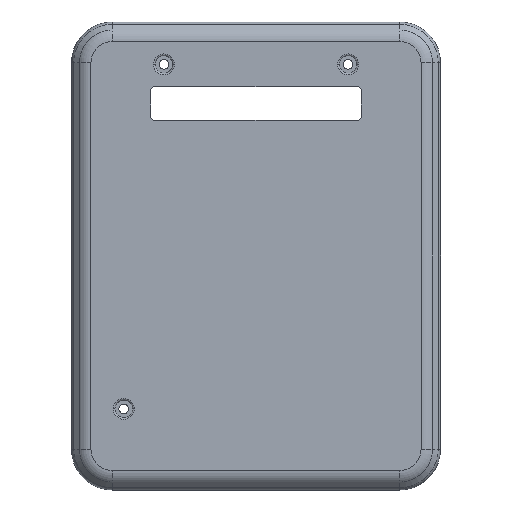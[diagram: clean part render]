
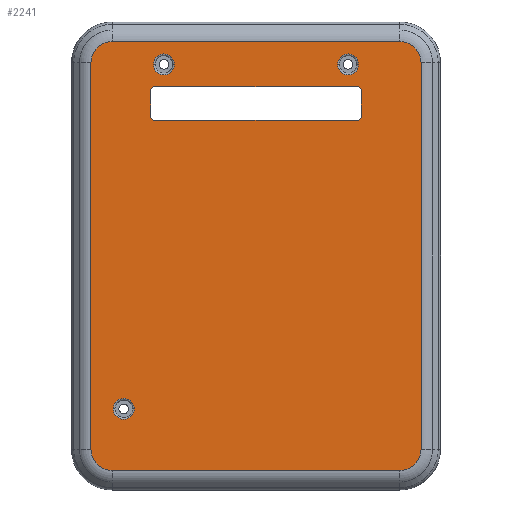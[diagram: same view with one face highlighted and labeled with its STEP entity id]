
A CAD part, front view. The second image highlights one B-rep face of the part: STEP entity #2241.
In plain terms, the highlighted planar face has unit normal (0, -1, 0).
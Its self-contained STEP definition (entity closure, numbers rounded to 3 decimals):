
#257=DIRECTION('',(-1.,0.,0.));
#258=VECTOR('',#257,25.2);
#259=CARTESIAN_POINT('',(12.6,-13.02,16.88));
#260=LINE('',#259,#258);
#269=CARTESIAN_POINT('',(-12.6,-13.02,17.38));
#270=DIRECTION('',(0.,-1.,0.));
#271=DIRECTION('',(-1.,0.,0.));
#272=AXIS2_PLACEMENT_3D('',#269,#270,#271);
#274=CARTESIAN_POINT('',(12.6,-13.02,17.38));
#275=DIRECTION('',(0.,-1.,0.));
#276=DIRECTION('',(0.,0.,-1.));
#277=AXIS2_PLACEMENT_3D('',#274,#275,#276);
#279=CARTESIAN_POINT('',(12.6,-13.02,20.58));
#280=DIRECTION('',(0.,-1.,0.));
#281=DIRECTION('',(1.,0.,0.));
#282=AXIS2_PLACEMENT_3D('',#279,#280,#281);
#284=CARTESIAN_POINT('',(-12.6,-13.02,20.58));
#285=DIRECTION('',(0.,-1.,0.));
#286=DIRECTION('',(0.,0.,1.));
#287=AXIS2_PLACEMENT_3D('',#284,#285,#286);
#289=CARTESIAN_POINT('',(11.46,-13.02,23.84));
#290=DIRECTION('',(0.,-1.,0.));
#291=DIRECTION('',(1.,0.,0.));
#292=AXIS2_PLACEMENT_3D('',#289,#290,#291);
#294=CARTESIAN_POINT('',(11.46,-13.02,23.84));
#295=DIRECTION('',(0.,-1.,0.));
#296=DIRECTION('',(-1.,0.,0.));
#297=AXIS2_PLACEMENT_3D('',#294,#295,#296);
#299=CARTESIAN_POINT('',(-11.46,-13.02,23.84));
#300=DIRECTION('',(0.,-1.,0.));
#301=DIRECTION('',(1.,0.,0.));
#302=AXIS2_PLACEMENT_3D('',#299,#300,#301);
#304=CARTESIAN_POINT('',(-11.46,-13.02,23.84));
#305=DIRECTION('',(0.,-1.,0.));
#306=DIRECTION('',(-1.,0.,0.));
#307=AXIS2_PLACEMENT_3D('',#304,#305,#306);
#309=CARTESIAN_POINT('',(-16.46,-13.02,-19.02));
#310=DIRECTION('',(0.,-1.,0.));
#311=DIRECTION('',(1.,0.,0.));
#312=AXIS2_PLACEMENT_3D('',#309,#310,#311);
#314=CARTESIAN_POINT('',(-16.46,-13.02,-19.02));
#315=DIRECTION('',(0.,-1.,0.));
#316=DIRECTION('',(-1.,0.,0.));
#317=AXIS2_PLACEMENT_3D('',#314,#315,#316);
#319=CARTESIAN_POINT('',(-17.86,-13.02,-24.02));
#320=DIRECTION('',(0.,-1.,0.));
#321=DIRECTION('',(-1.,0.,0.));
#322=AXIS2_PLACEMENT_3D('',#319,#320,#321);
#324=DIRECTION('',(0.,0.,-1.));
#325=VECTOR('',#324,48.04);
#326=CARTESIAN_POINT('',(-20.546,-13.02,24.02));
#327=LINE('',#326,#325);
#328=CARTESIAN_POINT('',(-17.86,-13.02,24.02));
#329=DIRECTION('',(0.,-1.,0.));
#330=DIRECTION('',(0.,0.,1.));
#331=AXIS2_PLACEMENT_3D('',#328,#329,#330);
#333=DIRECTION('',(-1.,0.,0.));
#334=VECTOR('',#333,35.72);
#335=CARTESIAN_POINT('',(17.86,-13.02,26.706));
#336=LINE('',#335,#334);
#337=CARTESIAN_POINT('',(17.86,-13.02,24.02));
#338=DIRECTION('',(0.,-1.,0.));
#339=DIRECTION('',(1.,0.,0.));
#340=AXIS2_PLACEMENT_3D('',#337,#338,#339);
#342=DIRECTION('',(0.,0.,1.));
#343=VECTOR('',#342,48.04);
#344=CARTESIAN_POINT('',(20.546,-13.02,-24.02));
#345=LINE('',#344,#343);
#346=CARTESIAN_POINT('',(17.86,-13.02,-24.02));
#347=DIRECTION('',(0.,-1.,0.));
#348=DIRECTION('',(0.,0.,-1.));
#349=AXIS2_PLACEMENT_3D('',#346,#347,#348);
#351=DIRECTION('',(1.,0.,0.));
#352=VECTOR('',#351,35.72);
#353=CARTESIAN_POINT('',(-17.86,-13.02,-26.706));
#354=LINE('',#353,#352);
#355=DIRECTION('',(0.,0.,1.));
#356=VECTOR('',#355,3.2);
#357=CARTESIAN_POINT('',(-13.1,-13.02,17.38));
#358=LINE('',#357,#356);
#367=DIRECTION('',(1.,0.,0.));
#368=VECTOR('',#367,25.2);
#369=CARTESIAN_POINT('',(-12.6,-13.02,21.08));
#370=LINE('',#369,#368);
#379=DIRECTION('',(0.,0.,-1.));
#380=VECTOR('',#379,3.2);
#381=CARTESIAN_POINT('',(13.1,-13.02,20.58));
#382=LINE('',#381,#380);
#1519=CARTESIAN_POINT('',(-12.6,-13.02,16.88));
#1520=VERTEX_POINT('',#1519);
#1521=CARTESIAN_POINT('',(12.6,-13.02,16.88));
#1522=VERTEX_POINT('',#1521);
#1523=CARTESIAN_POINT('',(-13.1,-13.02,17.38));
#1524=VERTEX_POINT('',#1523);
#1525=CARTESIAN_POINT('',(-13.1,-13.02,20.58));
#1526=VERTEX_POINT('',#1525);
#1527=CARTESIAN_POINT('',(13.1,-13.02,17.38));
#1528=VERTEX_POINT('',#1527);
#1529=CARTESIAN_POINT('',(13.1,-13.02,20.58));
#1530=VERTEX_POINT('',#1529);
#1531=CARTESIAN_POINT('',(12.6,-13.02,21.08));
#1532=VERTEX_POINT('',#1531);
#1533=CARTESIAN_POINT('',(-12.6,-13.02,21.08));
#1534=VERTEX_POINT('',#1533);
#1536=CARTESIAN_POINT('',(12.76,-13.02,23.84));
#1538=VERTEX_POINT('',#1536);
#1543=CARTESIAN_POINT('',(10.16,-13.02,23.84));
#1544=VERTEX_POINT('',#1543);
#1615=CARTESIAN_POINT('',(-12.76,-13.02,23.84));
#1616=VERTEX_POINT('',#1615);
#1617=CARTESIAN_POINT('',(-10.16,-13.02,23.84));
#1618=VERTEX_POINT('',#1617);
#1627=CARTESIAN_POINT('',(-17.76,-13.02,-19.02));
#1628=VERTEX_POINT('',#1627);
#1629=CARTESIAN_POINT('',(-15.16,-13.02,-19.02));
#1630=VERTEX_POINT('',#1629);
#1649=CARTESIAN_POINT('',(-20.546,-13.02,-24.02));
#1650=CARTESIAN_POINT('',(-17.86,-13.02,-26.706));
#1651=VERTEX_POINT('',#1649);
#1652=VERTEX_POINT('',#1650);
#1657=CARTESIAN_POINT('',(17.86,-13.02,-26.706));
#1658=VERTEX_POINT('',#1657);
#1661=CARTESIAN_POINT('',(20.546,-13.02,-24.02));
#1662=VERTEX_POINT('',#1661);
#1665=CARTESIAN_POINT('',(20.546,-13.02,24.02));
#1666=VERTEX_POINT('',#1665);
#1669=CARTESIAN_POINT('',(17.86,-13.02,26.706));
#1670=VERTEX_POINT('',#1669);
#1673=CARTESIAN_POINT('',(-17.86,-13.02,26.706));
#1674=VERTEX_POINT('',#1673);
#1677=CARTESIAN_POINT('',(-20.546,-13.02,24.02));
#1678=VERTEX_POINT('',#1677);
#2184=CARTESIAN_POINT('',(0.,-13.02,0.));
#2185=DIRECTION('',(0.,-1.,0.));
#2186=DIRECTION('',(1.,0.,0.));
#2187=AXIS2_PLACEMENT_3D('',#2184,#2185,#2186);
#2188=PLANE('',#2187);
#2190=ORIENTED_EDGE('',*,*,#2189,.F.);
#2192=ORIENTED_EDGE('',*,*,#2191,.F.);
#2194=ORIENTED_EDGE('',*,*,#2193,.F.);
#2196=ORIENTED_EDGE('',*,*,#2195,.F.);
#2198=ORIENTED_EDGE('',*,*,#2197,.F.);
#2200=ORIENTED_EDGE('',*,*,#2199,.F.);
#2202=ORIENTED_EDGE('',*,*,#2201,.F.);
#2204=ORIENTED_EDGE('',*,*,#2203,.F.);
#2205=EDGE_LOOP('',(#2190,#2192,#2194,#2196,#2198,#2200,#2202,#2204));
#2206=FACE_OUTER_BOUND('',#2205,.F.);
#2208=ORIENTED_EDGE('',*,*,#2207,.T.);
#2210=ORIENTED_EDGE('',*,*,#2209,.T.);
#2211=EDGE_LOOP('',(#2208,#2210));
#2212=FACE_BOUND('',#2211,.F.);
#2214=ORIENTED_EDGE('',*,*,#2213,.T.);
#2216=ORIENTED_EDGE('',*,*,#2215,.T.);
#2217=EDGE_LOOP('',(#2214,#2216));
#2218=FACE_BOUND('',#2217,.F.);
#2220=ORIENTED_EDGE('',*,*,#2219,.T.);
#2222=ORIENTED_EDGE('',*,*,#2221,.T.);
#2223=EDGE_LOOP('',(#2220,#2222));
#2224=FACE_BOUND('',#2223,.F.);
#2226=ORIENTED_EDGE('',*,*,#2225,.F.);
#2227=ORIENTED_EDGE('',*,*,#2176,.T.);
#2228=ORIENTED_EDGE('',*,*,#2165,.F.);
#2230=ORIENTED_EDGE('',*,*,#2229,.T.);
#2232=ORIENTED_EDGE('',*,*,#2231,.F.);
#2234=ORIENTED_EDGE('',*,*,#2233,.T.);
#2236=ORIENTED_EDGE('',*,*,#2235,.F.);
#2238=ORIENTED_EDGE('',*,*,#2237,.T.);
#2239=EDGE_LOOP('',(#2226,#2227,#2228,#2230,#2232,#2234,#2236,#2238));
#2240=FACE_BOUND('',#2239,.F.);
#273=CIRCLE('',#272,0.5);
#278=CIRCLE('',#277,0.5);
#283=CIRCLE('',#282,0.5);
#288=CIRCLE('',#287,0.5);
#293=CIRCLE('',#292,1.3);
#298=CIRCLE('',#297,1.3);
#303=CIRCLE('',#302,1.3);
#308=CIRCLE('',#307,1.3);
#313=CIRCLE('',#312,1.3);
#318=CIRCLE('',#317,1.3);
#323=CIRCLE('',#322,2.686);
#332=CIRCLE('',#331,2.686);
#341=CIRCLE('',#340,2.686);
#350=CIRCLE('',#349,2.686);
#2165=EDGE_CURVE('',#1522,#1520,#260,.T.);
#2176=EDGE_CURVE('',#1524,#1520,#273,.T.);
#2189=EDGE_CURVE('',#1651,#1652,#323,.T.);
#2191=EDGE_CURVE('',#1678,#1651,#327,.T.);
#2193=EDGE_CURVE('',#1674,#1678,#332,.T.);
#2195=EDGE_CURVE('',#1670,#1674,#336,.T.);
#2197=EDGE_CURVE('',#1666,#1670,#341,.T.);
#2199=EDGE_CURVE('',#1662,#1666,#345,.T.);
#2201=EDGE_CURVE('',#1658,#1662,#350,.T.);
#2203=EDGE_CURVE('',#1652,#1658,#354,.T.);
#2207=EDGE_CURVE('',#1538,#1544,#293,.T.);
#2209=EDGE_CURVE('',#1544,#1538,#298,.T.);
#2213=EDGE_CURVE('',#1618,#1616,#303,.T.);
#2215=EDGE_CURVE('',#1616,#1618,#308,.T.);
#2219=EDGE_CURVE('',#1630,#1628,#313,.T.);
#2221=EDGE_CURVE('',#1628,#1630,#318,.T.);
#2225=EDGE_CURVE('',#1524,#1526,#358,.T.);
#2229=EDGE_CURVE('',#1522,#1528,#278,.T.);
#2231=EDGE_CURVE('',#1530,#1528,#382,.T.);
#2233=EDGE_CURVE('',#1530,#1532,#283,.T.);
#2235=EDGE_CURVE('',#1534,#1532,#370,.T.);
#2237=EDGE_CURVE('',#1534,#1526,#288,.T.);
#2241=ADVANCED_FACE('',(#2206,#2212,#2218,#2224,#2240),#2188,.T.);
